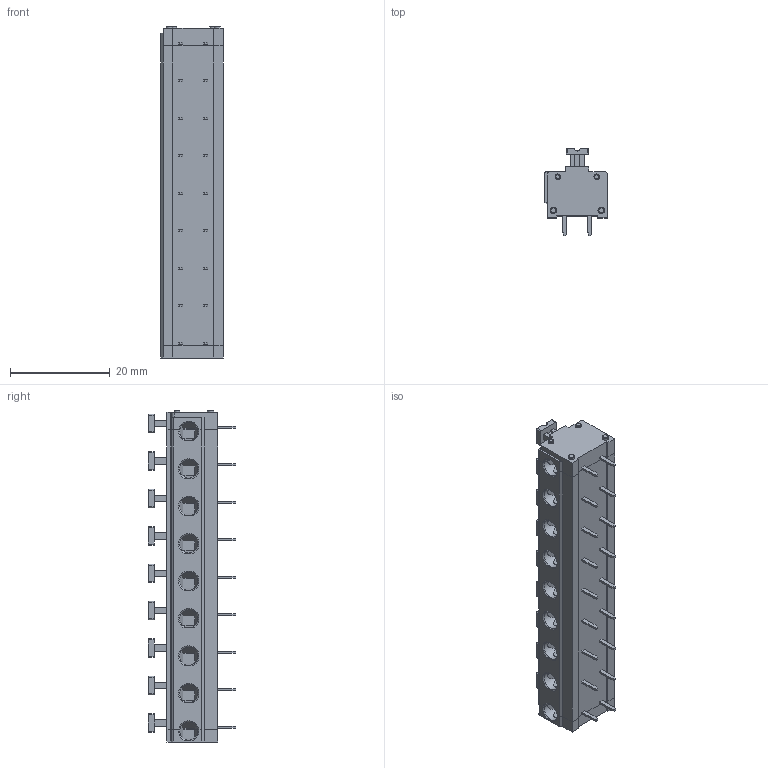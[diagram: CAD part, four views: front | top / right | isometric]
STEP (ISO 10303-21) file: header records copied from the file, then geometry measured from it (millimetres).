
FILE_DESCRIPTION( ( 'Unknown' ), '1' );
FILE_NAME( '691411910009.stp', 'Unknown', ( 'Unknown' ), ( 'Unknown' ), 'PSStep 18.0.17', 'Unknown', ' ' );
FILE_SCHEMA( ( 'AUTOMOTIVE_DESIGN { 1 0 10303 214 1 1 1 1 }' ) );
Length unit declared in the file: millimetre
Products named in the file (4): Assem1; MRT1P7.5_SX; MRT1P7.5_DX; 691411910009
Assembly tree (3 placements, depth 2):
  Assem1
    MRT1P7.5_SX
    MRT1P7.5_DX
    691411910009
Bounding box: 12.5 x 17.5 x 66.5 mm (x, y, z)
Volume: 7179.6 mm3; surface area: 5348.7 mm2
Topology: 3 solids, 3 shells, 575 faces, 1491 edges, 974 vertices
Faces by surface type: plane 459, cylinder 95, cone 17, torus 4
Full cylindrical faces by diameter (mm): 1.05 x2, 1.1 x2, 1.25 x2, 1.3 x2, 3.7 x7
Entity records: 22189 total; most frequent: CARTESIAN_POINT 3385, ORIENTED_EDGE 2922, DIRECTION 2851, EDGE_CURVE 1461, LINE 1193, VECTOR 1193, VERTEX_POINT 967, AXIS2_PLACEMENT_3D 829
